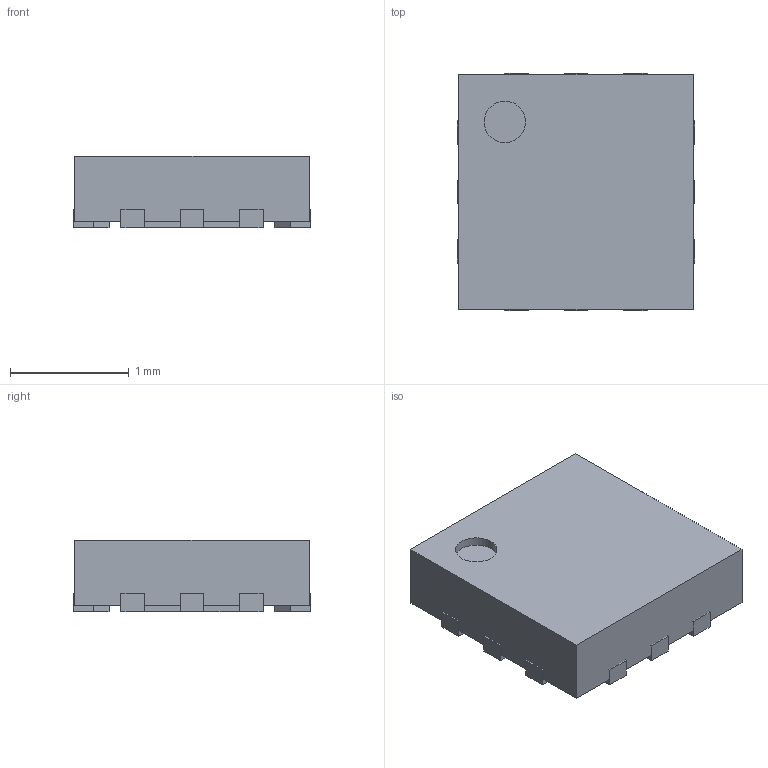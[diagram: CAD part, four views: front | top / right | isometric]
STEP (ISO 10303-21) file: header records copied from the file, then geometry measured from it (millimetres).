
FILE_DESCRIPTION(/* description */ (''),/* implementation_level */ '2;1');
FILE_NAME(/* name */ 'QFN 2x2x0.55 v2.step',/* time_stamp */ '2021-10-08T14:24:44-04:00',/* author */ (''),/* organization */ (''),/* preprocessor_version */ 'ST-DEVELOPER v18.1',/* originating_system */ 'Autodesk Translation Framework v10.10.0.1391',/* authorisation */ '');
FILE_SCHEMA (('AUTOMOTIVE_DESIGN { 1 0 10303 214 3 1 1 }'));
Length unit declared in the file: millimetre
Products named in the file (15): QFN 2x2x0.55; Component1; Component2; Component3; Component4; Component5; Component6; Component7; Component8; Component9; Component10; Component11; Component12; Component13; Component14
Assembly tree (14 placements, depth 2):
  QFN 2x2x0.55
    Component1
    Component2
    Component3
    Component4
    Component5
    Component6
    Component7
    Component8
    Component9
    Component10
    Component11
    Component12
    Component13
    Component14
Bounding box: 2 x 2 x 0.6 mm (x, y, z)
Volume: 2.4 mm3; surface area: 18.3 mm2
Topology: 14 solids, 14 shells, 111 faces, 246 edges, 164 vertices
Faces by surface type: plane 94, cylinder 17
Full cylindrical faces by diameter (mm): 0.35 x1
Entity records: 3526 total; most frequent: DIRECTION 562, CARTESIAN_POINT 551, ORIENTED_EDGE 492, EDGE_CURVE 246, LINE 212, VECTOR 212, AXIS2_PLACEMENT_3D 175, VERTEX_POINT 164
